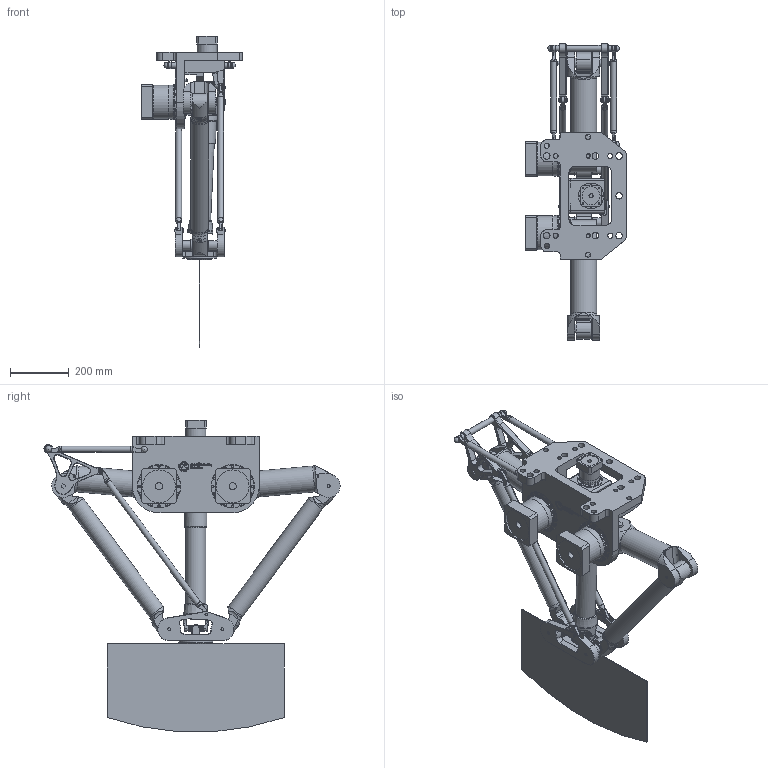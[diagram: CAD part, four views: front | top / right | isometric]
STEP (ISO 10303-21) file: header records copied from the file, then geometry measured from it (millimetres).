
FILE_DESCRIPTION(/* description */ (''),/* implementation_level */ '2;1');
FILE_NAME(/* name */ '3D-model_A_00905.stp',/* time_stamp */ '2024-04-03T09:42:58+02:00',/* author */ ('michael.schutter'),/* organization */ ('Majatronic'),/* preprocessor_version */ 'ST-DEVELOPER v19.2',/* originating_system */ 'Autodesk Inventor 2023',/* authorisation */ '');
FILE_SCHEMA (('AUTOMOTIVE_DESIGN { 1 0 10303 214 3 1 1 }'));
Products named in the file (18): A_00905_DUMMY; MT_BGR00106969; MT_WST00115009; MT_WST00055121MT_WST; MT_WST00055534MT_WST; MT_WST00060919MT_WST; MT_WST00064916MT_WST; MT_WST00060924MT_WST; MT_WST00065727MT_WST; MT_WST00115011; MT_WST00060920MT_WST; MT_WST00060926MT_WST; MT_WST00060925MT_WST; MT_WST00115010; MT_WST00106842; MT_WST00060573MT_WST; MT_WST00115039; MT_WST00115040
Assembly tree (22 placements, depth 3):
  A_00905_DUMMY
    MT_BGR00106969
      MT_WST00115009
      MT_WST00055121MT_WST  x2
      MT_WST00055534MT_WST
    MT_WST00060924MT_WST  x2
    MT_WST00060919MT_WST
    MT_WST00064916MT_WST
    MT_WST00065727MT_WST
    MT_WST00115011
    MT_WST00060920MT_WST  x2
    MT_WST00060926MT_WST  x2
    MT_WST00060925MT_WST
    MT_WST00115010
    MT_WST00106842  x2
    MT_WST00060573MT_WST
    MT_WST00115039
    MT_WST00115040
Bounding box: 342 x 1003.87 x 1055.48 mm (x, y, z)
Volume: 20546142.4 mm3; surface area: 2462517.5 mm2
Topology: 22 solids, 22 shells, 2631 faces, 6068 edges, 3824 vertices
Faces by surface type: plane 1220, cylinder 846, cone 362, torus 124, bspline 67, sphere 12
Full cylindrical faces by diameter (mm): 2 x1, 4.134 x32, 4.35 x8, 4.5 x8, 4.917 x20, 5 x32, 6 x1, 7 x16, 8 x4, 8.2 x24, 8.5 x32, 10 x36, 10.106 x1, 12 x5, 13 x24, 14 x1, 15 x4, 17.294 x8, 18 x24, 19.8 x8, 20 x30, 22 x7, 24 x2, 25 x3, 27 x2, 30 x1, 32 x12, 34 x1, 40 x9, 50 x1
Entity records: 69567 total; most frequent: CARTESIAN_POINT 18227, DIRECTION 10688, ORIENTED_EDGE 9984, EDGE_CURVE 4992, AXIS2_PLACEMENT_3D 3983, VERTEX_POINT 3183, LINE 2722, VECTOR 2722
